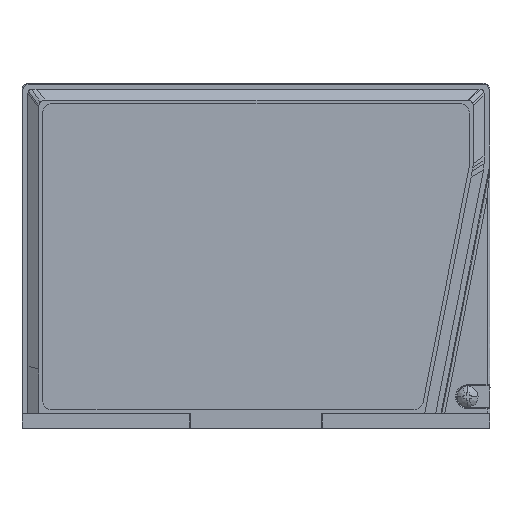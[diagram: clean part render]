
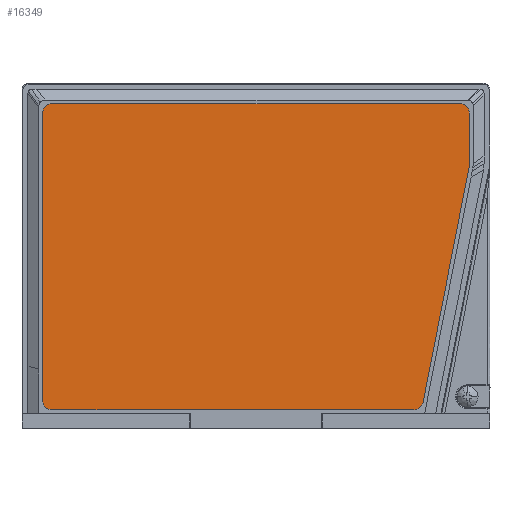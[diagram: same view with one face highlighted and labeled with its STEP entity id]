
A CAD part, top view. The second image highlights one B-rep face of the part: STEP entity #16349.
In plain terms, the highlighted planar face has unit normal (0, 0, 1).
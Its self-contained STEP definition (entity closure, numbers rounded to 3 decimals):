
#1999=(
BOUNDED_CURVE()
B_SPLINE_CURVE(2,(#174041,#174042,#174043),.UNSPECIFIED.,.F.,.F.)
B_SPLINE_CURVE_WITH_KNOTS((3,3),(0.,3.927),.UNSPECIFIED.)
CURVE()
GEOMETRIC_REPRESENTATION_ITEM()
RATIONAL_B_SPLINE_CURVE((1.,0.707,1.))
REPRESENTATION_ITEM('')
);
#2000=(
BOUNDED_CURVE()
B_SPLINE_CURVE(2,(#174046,#174047,#174048),.UNSPECIFIED.,.F.,.F.)
B_SPLINE_CURVE_WITH_KNOTS((3,3),(0.,3.927),.UNSPECIFIED.)
CURVE()
GEOMETRIC_REPRESENTATION_ITEM()
RATIONAL_B_SPLINE_CURVE((1.,0.707,1.))
REPRESENTATION_ITEM('')
);
#2001=(
BOUNDED_CURVE()
B_SPLINE_CURVE(2,(#174053,#174054,#174055),.UNSPECIFIED.,.F.,.F.)
B_SPLINE_CURVE_WITH_KNOTS((3,3),(0.,3.443),.UNSPECIFIED.)
CURVE()
GEOMETRIC_REPRESENTATION_ITEM()
RATIONAL_B_SPLINE_CURVE((1.,0.772,1.))
REPRESENTATION_ITEM('')
);
#2002=(
BOUNDED_CURVE()
B_SPLINE_CURVE(2,(#174058,#174059,#174060),.UNSPECIFIED.,.F.,.F.)
B_SPLINE_CURVE_WITH_KNOTS((3,3),(0.,3.927),.UNSPECIFIED.)
CURVE()
GEOMETRIC_REPRESENTATION_ITEM()
RATIONAL_B_SPLINE_CURVE((1.,0.707,1.))
REPRESENTATION_ITEM('')
);
#2003=(
BOUNDED_CURVE()
B_SPLINE_CURVE(2,(#174063,#174064,#174065),.UNSPECIFIED.,.F.,.F.)
B_SPLINE_CURVE_WITH_KNOTS((3,3),(0.,0.155),.UNSPECIFIED.)
CURVE()
GEOMETRIC_REPRESENTATION_ITEM()
RATIONAL_B_SPLINE_CURVE((1.,0.995,1.))
REPRESENTATION_ITEM('')
);
#16349=ADVANCED_FACE('',(#19947),#108630,.T.);
#19947=FACE_OUTER_BOUND('',#23691,.T.);
#23691=EDGE_LOOP('',(#40520,#40521,#40522,#40523,#40524,#40525,#40526,#40527,
#40528,#40529));
#40520=ORIENTED_EDGE('',*,*,#61368,.T.);
#40521=ORIENTED_EDGE('',*,*,#61367,.T.);
#40522=ORIENTED_EDGE('',*,*,#61366,.T.);
#40523=ORIENTED_EDGE('',*,*,#61365,.T.);
#40524=ORIENTED_EDGE('',*,*,#61370,.T.);
#40525=ORIENTED_EDGE('',*,*,#61364,.T.);
#40526=ORIENTED_EDGE('',*,*,#61363,.T.);
#40527=ORIENTED_EDGE('',*,*,#61362,.T.);
#40528=ORIENTED_EDGE('',*,*,#61361,.T.);
#40529=ORIENTED_EDGE('',*,*,#61369,.T.);
#61361=EDGE_CURVE('',#101163,#101164,#1999,.T.);
#61362=EDGE_CURVE('',#101165,#101163,#81042,.T.);
#61363=EDGE_CURVE('',#101166,#101165,#2000,.T.);
#61364=EDGE_CURVE('',#101167,#101166,#81043,.T.);
#61365=EDGE_CURVE('',#101169,#101168,#81044,.T.);
#61366=EDGE_CURVE('',#101170,#101169,#2001,.T.);
#61367=EDGE_CURVE('',#101171,#101170,#81045,.T.);
#61368=EDGE_CURVE('',#101172,#101171,#2002,.T.);
#61369=EDGE_CURVE('',#101164,#101172,#81046,.T.);
#61370=EDGE_CURVE('',#101168,#101167,#2003,.T.);
#81042=B_SPLINE_CURVE_WITH_KNOTS('',1,(#174044,#174045),.UNSPECIFIED.,.F.,
 .F.,(2,2),(-109.04,0.),.UNSPECIFIED.);
#81043=B_SPLINE_CURVE_WITH_KNOTS('',1,(#174049,#174050),.UNSPECIFIED.,.F.,
 .F.,(2,2),(-13.91,0.),.UNSPECIFIED.);
#81044=B_SPLINE_CURVE_WITH_KNOTS('',1,(#174051,#174052),.UNSPECIFIED.,.F.,
 .F.,(2,2),(-64.341,0.),.UNSPECIFIED.);
#81045=B_SPLINE_CURVE_WITH_KNOTS('',1,(#174056,#174057),.UNSPECIFIED.,.F.,
 .F.,(2,2),(-96.685,0.),.UNSPECIFIED.);
#81046=B_SPLINE_CURVE_WITH_KNOTS('',1,(#174061,#174062),.UNSPECIFIED.,.F.,
 .F.,(2,2),(-76.72,0.),.UNSPECIFIED.);
#101163=VERTEX_POINT('',#174031);
#101164=VERTEX_POINT('',#174032);
#101165=VERTEX_POINT('',#174033);
#101166=VERTEX_POINT('',#174034);
#101167=VERTEX_POINT('',#174035);
#101168=VERTEX_POINT('',#174036);
#101169=VERTEX_POINT('',#174037);
#101170=VERTEX_POINT('',#174038);
#101171=VERTEX_POINT('',#174039);
#101172=VERTEX_POINT('',#174040);
#108630=PLANE('',#111697);
#111697=AXIS2_PLACEMENT_3D('',#174030,#114747,$);
#114747=DIRECTION('',(0.,0.,1.));
#174030=CARTESIAN_POINT('',(131.206,-5.191,23.05));
#174031=CARTESIAN_POINT('',(8.202,84.761,23.05));
#174032=CARTESIAN_POINT('',(5.702,82.261,23.05));
#174033=CARTESIAN_POINT('',(117.242,84.761,23.05));
#174034=CARTESIAN_POINT('',(119.742,82.261,23.05));
#174035=CARTESIAN_POINT('',(119.742,68.351,23.05));
#174036=CARTESIAN_POINT('',(119.727,68.197,23.05));
#174037=CARTESIAN_POINT('',(107.34,5.059,23.05));
#174038=CARTESIAN_POINT('',(104.886,3.041,23.05));
#174039=CARTESIAN_POINT('',(8.202,3.041,23.05));
#174040=CARTESIAN_POINT('',(5.702,5.541,23.05));
#174041=CARTESIAN_POINT('',(8.202,84.761,23.05));
#174042=CARTESIAN_POINT('',(5.702,84.761,23.05));
#174043=CARTESIAN_POINT('',(5.702,82.261,23.05));
#174044=CARTESIAN_POINT('',(117.242,84.761,23.05));
#174045=CARTESIAN_POINT('',(8.202,84.761,23.05));
#174046=CARTESIAN_POINT('',(119.742,82.261,23.05));
#174047=CARTESIAN_POINT('',(119.742,84.761,23.05));
#174048=CARTESIAN_POINT('',(117.242,84.761,23.05));
#174049=CARTESIAN_POINT('',(119.742,68.351,23.05));
#174050=CARTESIAN_POINT('',(119.742,82.261,23.05));
#174051=CARTESIAN_POINT('',(107.34,5.059,23.05));
#174052=CARTESIAN_POINT('',(119.727,68.197,23.05));
#174053=CARTESIAN_POINT('',(104.886,3.041,23.05));
#174054=CARTESIAN_POINT('',(106.943,3.041,23.05));
#174055=CARTESIAN_POINT('',(107.34,5.059,23.05));
#174056=CARTESIAN_POINT('',(8.202,3.041,23.05));
#174057=CARTESIAN_POINT('',(104.886,3.041,23.05));
#174058=CARTESIAN_POINT('',(5.702,5.541,23.05));
#174059=CARTESIAN_POINT('',(5.702,3.041,23.05));
#174060=CARTESIAN_POINT('',(8.202,3.041,23.05));
#174061=CARTESIAN_POINT('',(5.702,82.261,23.05));
#174062=CARTESIAN_POINT('',(5.702,5.541,23.05));
#174063=CARTESIAN_POINT('',(119.727,68.197,23.05));
#174064=CARTESIAN_POINT('',(119.742,68.273,23.05));
#174065=CARTESIAN_POINT('',(119.742,68.351,23.05));
